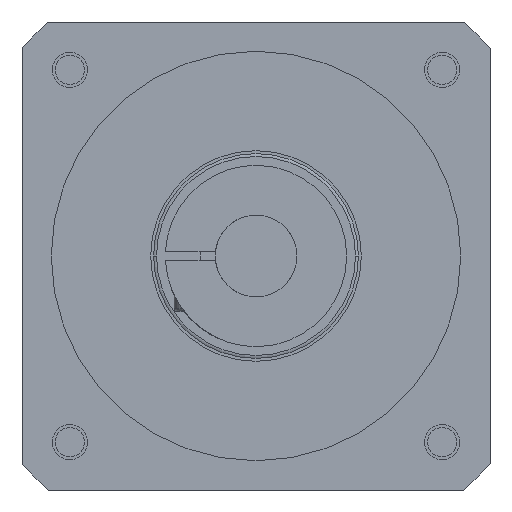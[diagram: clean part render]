
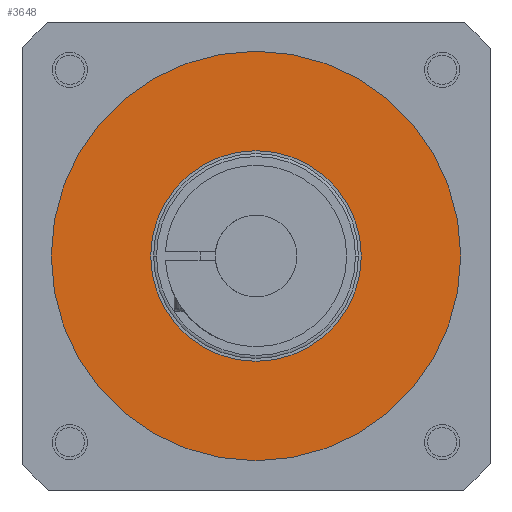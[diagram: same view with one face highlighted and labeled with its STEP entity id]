
A CAD part, left-side view. The second image highlights one B-rep face of the part: STEP entity #3648.
In plain terms, the highlighted planar face has unit normal (-1, 0, 0).
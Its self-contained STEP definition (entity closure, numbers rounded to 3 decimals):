
#941=CARTESIAN_POINT('',(6.1,0.,0.));
#942=DIRECTION('',(-1.,0.,0.));
#943=DIRECTION('',(0.,1.,0.));
#944=AXIS2_PLACEMENT_3D('',#941,#942,#943);
#950=CARTESIAN_POINT('',(6.1,0.,0.));
#951=DIRECTION('',(1.,0.,0.));
#952=DIRECTION('',(0.,1.,0.));
#953=AXIS2_PLACEMENT_3D('',#950,#951,#952);
#959=CARTESIAN_POINT('',(6.1,0.,0.));
#960=DIRECTION('',(-1.,0.,0.));
#961=DIRECTION('',(0.,1.,0.));
#962=AXIS2_PLACEMENT_3D('',#959,#960,#961);
#964=CARTESIAN_POINT('',(6.1,0.,0.));
#965=DIRECTION('',(1.,0.,0.));
#966=DIRECTION('',(0.,1.,0.));
#967=AXIS2_PLACEMENT_3D('',#964,#965,#966);
#1993=CARTESIAN_POINT('',(6.1,-18.,0.));
#1995=VERTEX_POINT('',#1993);
#1997=CARTESIAN_POINT('',(6.1,18.,0.));
#1999=VERTEX_POINT('',#1997);
#2005=CARTESIAN_POINT('',(6.1,35.,0.));
#2006=CARTESIAN_POINT('',(6.1,-35.,0.));
#2007=VERTEX_POINT('',#2005);
#2008=VERTEX_POINT('',#2006);
#3633=CARTESIAN_POINT('',(6.1,0.,0.));
#3634=DIRECTION('',(1.,0.,0.));
#3635=DIRECTION('',(0.,1.,0.));
#3636=AXIS2_PLACEMENT_3D('',#3633,#3634,#3635);
#3637=PLANE('',#3636);
#3638=ORIENTED_EDGE('',*,*,#3627,.T.);
#3639=ORIENTED_EDGE('',*,*,#3613,.F.);
#3640=EDGE_LOOP('',(#3638,#3639));
#3641=FACE_OUTER_BOUND('',#3640,.F.);
#3643=ORIENTED_EDGE('',*,*,#3642,.T.);
#3645=ORIENTED_EDGE('',*,*,#3644,.F.);
#3646=EDGE_LOOP('',(#3643,#3645));
#3647=FACE_BOUND('',#3646,.F.);
#945=CIRCLE('',#944,35.);
#954=CIRCLE('',#953,35.);
#963=CIRCLE('',#962,18.);
#968=CIRCLE('',#967,18.);
#3613=EDGE_CURVE('',#2007,#2008,#945,.T.);
#3627=EDGE_CURVE('',#2007,#2008,#954,.T.);
#3642=EDGE_CURVE('',#1999,#1995,#963,.T.);
#3644=EDGE_CURVE('',#1999,#1995,#968,.T.);
#3648=ADVANCED_FACE('',(#3641,#3647),#3637,.F.);
